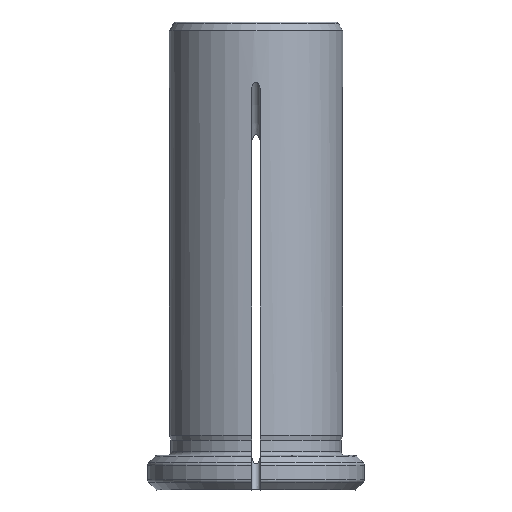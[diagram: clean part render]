
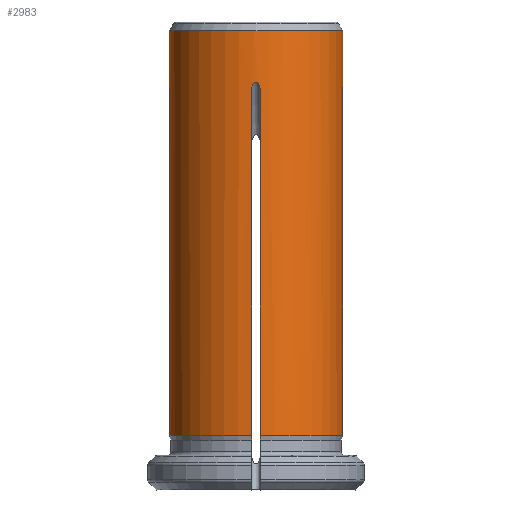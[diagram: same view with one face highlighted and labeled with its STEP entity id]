
A CAD part, front view. The second image highlights one B-rep face of the part: STEP entity #2983.
In plain terms, the highlighted cylindrical face has radius 10 mm (diameter 20 mm), a full revolution.
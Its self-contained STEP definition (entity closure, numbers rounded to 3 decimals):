
#79=CYLINDRICAL_SURFACE('',#3224,10.);
#106=CIRCLE('',#3127,10.);
#127=CIRCLE('',#3163,10.);
#142=CIRCLE('',#3193,10.);
#158=CIRCLE('',#3225,10.);
#159=CIRCLE('',#3226,10.);
#249=LINE('',#4727,#498);
#253=LINE('',#4769,#502);
#259=LINE('',#4902,#508);
#263=LINE('',#4932,#512);
#269=LINE('',#5065,#518);
#273=LINE('',#5095,#522);
#277=LINE('',#5133,#526);
#278=LINE('',#5145,#527);
#498=VECTOR('',#3502,1000.);
#502=VECTOR('',#3508,1000.);
#508=VECTOR('',#3572,1000.);
#512=VECTOR('',#3578,1000.);
#518=VECTOR('',#3642,1000.);
#522=VECTOR('',#3648,1000.);
#526=VECTOR('',#3662,1000.);
#527=VECTOR('',#3663,1000.);
#1037=ORIENTED_EDGE('',*,*,#1816,.F.);
#1038=ORIENTED_EDGE('',*,*,#1663,.F.);
#1039=ORIENTED_EDGE('',*,*,#1817,.T.);
#1040=ORIENTED_EDGE('',*,*,#1818,.F.);
#1041=ORIENTED_EDGE('',*,*,#1819,.F.);
#1042=ORIENTED_EDGE('',*,*,#1820,.F.);
#1043=ORIENTED_EDGE('',*,*,#1799,.T.);
#1044=ORIENTED_EDGE('',*,*,#1796,.F.);
#1045=ORIENTED_EDGE('',*,*,#1808,.F.);
#1046=ORIENTED_EDGE('',*,*,#1767,.F.);
#1047=ORIENTED_EDGE('',*,*,#1755,.T.);
#1048=ORIENTED_EDGE('',*,*,#1752,.F.);
#1049=ORIENTED_EDGE('',*,*,#1764,.F.);
#1050=ORIENTED_EDGE('',*,*,#1723,.F.);
#1051=ORIENTED_EDGE('',*,*,#1708,.T.);
#1052=ORIENTED_EDGE('',*,*,#1705,.F.);
#1053=ORIENTED_EDGE('',*,*,#1720,.F.);
#1663=EDGE_CURVE('',#2110,#2111,#106,.F.);
#1705=EDGE_CURVE('',#2146,#2147,#2357,.T.);
#1708=EDGE_CURVE('',#2148,#2147,#249,.T.);
#1720=EDGE_CURVE('',#2111,#2146,#253,.T.);
#1723=EDGE_CURVE('',#2148,#2154,#127,.F.);
#1752=EDGE_CURVE('',#2174,#2175,#2379,.T.);
#1755=EDGE_CURVE('',#2176,#2175,#259,.T.);
#1764=EDGE_CURVE('',#2154,#2174,#263,.T.);
#1767=EDGE_CURVE('',#2176,#2182,#142,.F.);
#1796=EDGE_CURVE('',#2202,#2203,#2398,.T.);
#1799=EDGE_CURVE('',#2204,#2203,#269,.T.);
#1808=EDGE_CURVE('',#2182,#2202,#273,.T.);
#1816=EDGE_CURVE('',#2215,#2215,#158,.F.);
#1817=EDGE_CURVE('',#2110,#2216,#277,.T.);
#1818=EDGE_CURVE('',#2217,#2216,#2406,.T.);
#1819=EDGE_CURVE('',#2218,#2217,#278,.T.);
#1820=EDGE_CURVE('',#2204,#2218,#159,.F.);
#2110=VERTEX_POINT('',#4558);
#2111=VERTEX_POINT('',#4560);
#2146=VERTEX_POINT('',#4713);
#2147=VERTEX_POINT('',#4723);
#2148=VERTEX_POINT('',#4728);
#2154=VERTEX_POINT('',#4775);
#2174=VERTEX_POINT('',#4888);
#2175=VERTEX_POINT('',#4898);
#2176=VERTEX_POINT('',#4903);
#2182=VERTEX_POINT('',#4938);
#2202=VERTEX_POINT('',#5051);
#2203=VERTEX_POINT('',#5061);
#2204=VERTEX_POINT('',#5066);
#2215=VERTEX_POINT('',#5132);
#2216=VERTEX_POINT('',#5134);
#2217=VERTEX_POINT('',#5144);
#2218=VERTEX_POINT('',#5146);
#2357=B_SPLINE_CURVE_WITH_KNOTS('',3,(#4714,#4715,#4716,#4717,#4718,#4719,
#4720,#4721,#4722),.UNSPECIFIED.,.F.,.F.,(4,1,1,1,1,1,4),(0.003,
0.004,0.004,0.004,0.004,
0.005,0.005),.UNSPECIFIED.);
#2379=B_SPLINE_CURVE_WITH_KNOTS('',3,(#4889,#4890,#4891,#4892,#4893,#4894,
#4895,#4896,#4897),.UNSPECIFIED.,.F.,.F.,(4,1,1,1,1,1,4),(0.003,
0.004,0.004,0.004,0.004,
0.005,0.005),.UNSPECIFIED.);
#2398=B_SPLINE_CURVE_WITH_KNOTS('',3,(#5052,#5053,#5054,#5055,#5056,#5057,
#5058,#5059,#5060),.UNSPECIFIED.,.F.,.F.,(4,1,1,1,1,1,4),(0.003,
0.004,0.004,0.004,0.004,
0.005,0.005),.UNSPECIFIED.);
#2406=B_SPLINE_CURVE_WITH_KNOTS('',3,(#5135,#5136,#5137,#5138,#5139,#5140,
#5141,#5142,#5143),.UNSPECIFIED.,.F.,.F.,(4,1,1,1,1,1,4),(0.003,
0.004,0.004,0.004,0.004,
0.005,0.005),.UNSPECIFIED.);
#2504=EDGE_LOOP('',(#1037));
#2505=EDGE_LOOP('',(#1038,#1039,#1040,#1041,#1042,#1043,#1044,#1045,#1046,
#1047,#1048,#1049,#1050,#1051,#1052,#1053));
#2707=FACE_BOUND('',#2504,.T.);
#2708=FACE_BOUND('',#2505,.T.);
#2983=ADVANCED_FACE('',(#2707,#2708),#79,.T.);
#3127=AXIS2_PLACEMENT_3D('',#4559,#3429,#3430);
#3163=AXIS2_PLACEMENT_3D('',#4774,#3514,#3515);
#3193=AXIS2_PLACEMENT_3D('',#4937,#3584,#3585);
#3224=AXIS2_PLACEMENT_3D('',#5130,#3658,#3659);
#3225=AXIS2_PLACEMENT_3D('',#5131,#3660,#3661);
#3226=AXIS2_PLACEMENT_3D('',#5147,#3664,#3665);
#3429=DIRECTION('',(0.,0.,1.));
#3430=DIRECTION('',(1.,0.,0.));
#3502=DIRECTION('',(0.,0.,1.));
#3508=DIRECTION('',(0.,0.,1.));
#3514=DIRECTION('',(0.,0.,1.));
#3515=DIRECTION('',(1.,0.,0.));
#3572=DIRECTION('',(0.,0.,1.));
#3578=DIRECTION('',(0.,0.,1.));
#3584=DIRECTION('',(0.,0.,1.));
#3585=DIRECTION('',(1.,0.,0.));
#3642=DIRECTION('',(0.,0.,1.));
#3648=DIRECTION('',(0.,0.,1.));
#3658=DIRECTION('',(0.,0.,1.));
#3659=DIRECTION('',(1.,0.,0.));
#3660=DIRECTION('',(0.,0.,-1.));
#3661=DIRECTION('',(-1.,0.,0.));
#3662=DIRECTION('',(0.,0.,1.));
#3663=DIRECTION('',(0.,0.,1.));
#3664=DIRECTION('',(0.,0.,1.));
#3665=DIRECTION('',(1.,0.,0.));
#4558=CARTESIAN_POINT('',(9.987,-0.5,2.313));
#4559=CARTESIAN_POINT('',(0.,0.,2.313));
#4560=CARTESIAN_POINT('',(0.5,-9.987,2.313));
#4713=CARTESIAN_POINT('',(0.5,-9.987,42.209));
#4714=CARTESIAN_POINT('',(0.5,-9.987,42.209));
#4715=CARTESIAN_POINT('',(0.5,-9.987,42.383));
#4716=CARTESIAN_POINT('',(0.452,-9.99,42.646));
#4717=CARTESIAN_POINT('',(0.258,-9.997,42.948));
#4718=CARTESIAN_POINT('',(0.,-10.001,43.074));
#4719=CARTESIAN_POINT('',(-0.257,-9.997,42.948));
#4720=CARTESIAN_POINT('',(-0.451,-9.99,42.648));
#4721=CARTESIAN_POINT('',(-0.5,-9.987,42.384));
#4722=CARTESIAN_POINT('',(-0.5,-9.987,42.209));
#4723=CARTESIAN_POINT('',(-0.5,-9.987,42.209));
#4727=CARTESIAN_POINT('',(-0.5,-9.987,60.));
#4728=CARTESIAN_POINT('',(-0.5,-9.987,2.313));
#4769=CARTESIAN_POINT('',(0.5,-9.987,60.));
#4774=CARTESIAN_POINT('',(0.,0.,2.313));
#4775=CARTESIAN_POINT('',(-9.987,-0.5,2.313));
#4888=CARTESIAN_POINT('',(-9.987,-0.5,42.209));
#4889=CARTESIAN_POINT('',(-9.987,-0.5,42.209));
#4890=CARTESIAN_POINT('',(-9.987,-0.5,42.383));
#4891=CARTESIAN_POINT('',(-9.99,-0.452,42.646));
#4892=CARTESIAN_POINT('',(-9.997,-0.258,42.948));
#4893=CARTESIAN_POINT('',(-10.001,0.,43.074));
#4894=CARTESIAN_POINT('',(-9.997,0.257,42.948));
#4895=CARTESIAN_POINT('',(-9.99,0.451,42.648));
#4896=CARTESIAN_POINT('',(-9.987,0.5,42.384));
#4897=CARTESIAN_POINT('',(-9.987,0.5,42.209));
#4898=CARTESIAN_POINT('',(-9.987,0.5,42.209));
#4902=CARTESIAN_POINT('',(-9.987,0.5,60.));
#4903=CARTESIAN_POINT('',(-9.987,0.5,2.313));
#4932=CARTESIAN_POINT('',(-9.987,-0.5,60.));
#4937=CARTESIAN_POINT('',(0.,0.,2.313));
#4938=CARTESIAN_POINT('',(-0.5,9.987,2.313));
#5051=CARTESIAN_POINT('',(-0.5,9.987,42.209));
#5052=CARTESIAN_POINT('',(-0.5,9.987,42.209));
#5053=CARTESIAN_POINT('',(-0.5,9.987,42.383));
#5054=CARTESIAN_POINT('',(-0.452,9.99,42.646));
#5055=CARTESIAN_POINT('',(-0.258,9.997,42.948));
#5056=CARTESIAN_POINT('',(0.,10.001,43.074));
#5057=CARTESIAN_POINT('',(0.257,9.997,42.948));
#5058=CARTESIAN_POINT('',(0.451,9.99,42.648));
#5059=CARTESIAN_POINT('',(0.5,9.987,42.384));
#5060=CARTESIAN_POINT('',(0.5,9.987,42.209));
#5061=CARTESIAN_POINT('',(0.5,9.987,42.209));
#5065=CARTESIAN_POINT('',(0.5,9.987,60.));
#5066=CARTESIAN_POINT('',(0.5,9.987,2.313));
#5095=CARTESIAN_POINT('',(-0.5,9.987,60.));
#5130=CARTESIAN_POINT('',(0.,0.,60.));
#5131=CARTESIAN_POINT('',(0.,0.,48.986));
#5132=CARTESIAN_POINT('',(-10.,0.,48.986));
#5133=CARTESIAN_POINT('',(9.987,-0.5,60.));
#5134=CARTESIAN_POINT('',(9.987,-0.5,42.209));
#5135=CARTESIAN_POINT('',(9.987,0.5,42.209));
#5136=CARTESIAN_POINT('',(9.987,0.5,42.383));
#5137=CARTESIAN_POINT('',(9.99,0.452,42.646));
#5138=CARTESIAN_POINT('',(9.997,0.258,42.948));
#5139=CARTESIAN_POINT('',(10.001,0.,43.074));
#5140=CARTESIAN_POINT('',(9.997,-0.257,42.948));
#5141=CARTESIAN_POINT('',(9.99,-0.451,42.648));
#5142=CARTESIAN_POINT('',(9.987,-0.5,42.384));
#5143=CARTESIAN_POINT('',(9.987,-0.5,42.209));
#5144=CARTESIAN_POINT('',(9.987,0.5,42.209));
#5145=CARTESIAN_POINT('',(9.987,0.5,60.));
#5146=CARTESIAN_POINT('',(9.987,0.5,2.313));
#5147=CARTESIAN_POINT('',(0.,0.,2.313));
